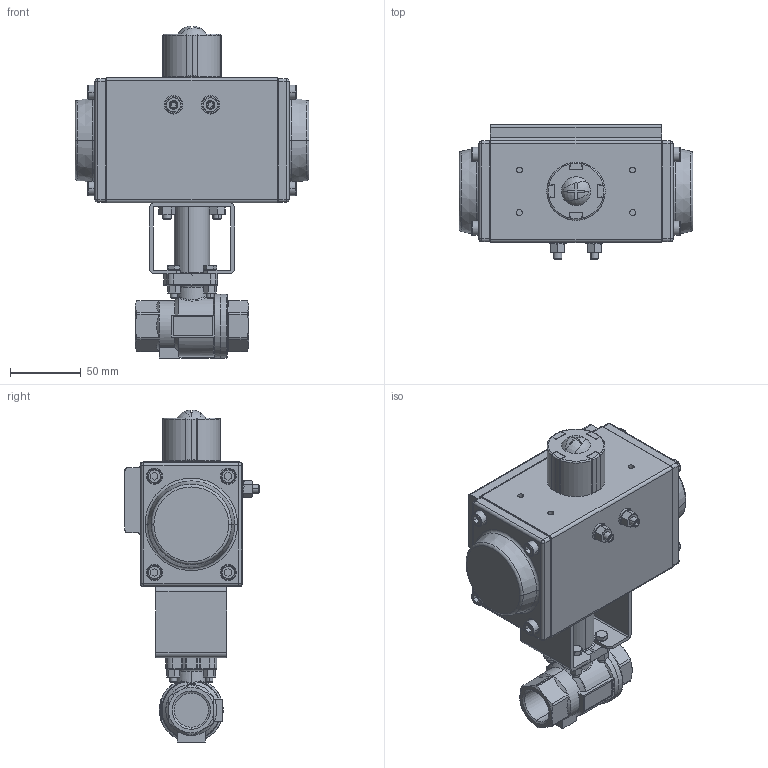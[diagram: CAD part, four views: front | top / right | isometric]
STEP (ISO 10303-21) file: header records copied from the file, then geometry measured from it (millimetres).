
FILE_DESCRIPTION(('HOOPS Exchange Step'),'2;1');
FILE_NAME('PK0201_PK0202_DN20_DVGW.stp','2025-04-04T16:37:00+02:00',('nieru'),('Unknown organisation'),'HOOPS Exchange 2024.2','HOOPS Exchange','Unknown authorisation');
FILE_SCHEMA( ('AP203_CONFIGURATION_CONTROLLED_3D_DESIGN_OF_MECHANICAL_PARTS_AND_ASSEMBLIES_MIM_LF') );
Length unit declared in the file: millimetre
Products named in the file (7): 0; root
Assembly tree (6 placements, depth 3):
  root
    0
      0
      0
      0
      0
      0
Bounding box: 165 x 95 x 234.15 mm (x, y, z)
Volume: 784547.3 mm3; surface area: 193686.7 mm2
Topology: 44 solids, 45 shells, 1730 faces, 4116 edges, 2522 vertices
Faces by surface type: plane 719, cylinder 472, cone 288, torus 122, bspline 89, sphere 40
Full cylindrical faces by diameter (mm): 5 x1
Entity records: 58867 total; most frequent: CARTESIAN_POINT 19833, ORIENTED_EDGE 8152, DIRECTION 7817, EDGE_CURVE 4076, AXIS2_PLACEMENT_3D 2974, VERTEX_POINT 2524, EDGE_LOOP 1912, FACE_BOUND 1912
